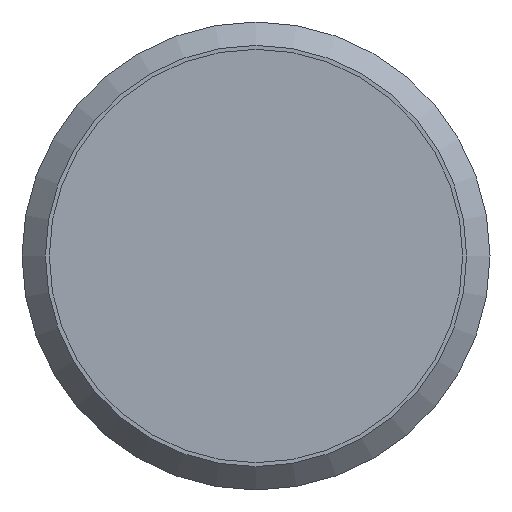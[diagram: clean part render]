
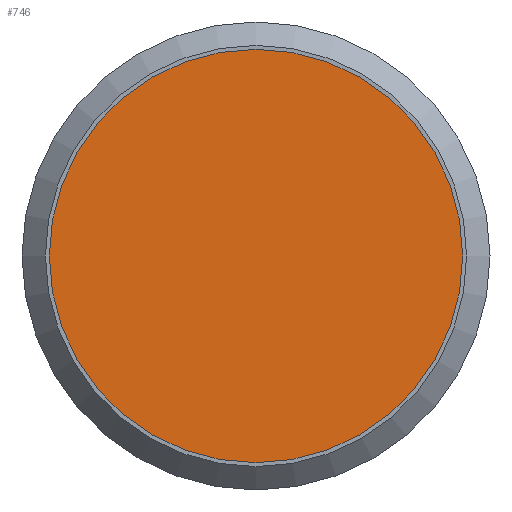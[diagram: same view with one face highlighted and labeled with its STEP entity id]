
A CAD part, front view. The second image highlights one B-rep face of the part: STEP entity #746.
In plain terms, the highlighted planar face has unit normal (0, -1, 0).
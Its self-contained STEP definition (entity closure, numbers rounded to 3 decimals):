
#153=FACE_OUTER_BOUND('',#205,.T.);
#205=EDGE_LOOP('',(#599));
#266=CIRCLE('',#859,5.3);
#331=VERTEX_POINT('',#1362);
#423=EDGE_CURVE('',#331,#331,#266,.T.);
#599=ORIENTED_EDGE('',*,*,#423,.T.);
#662=PLANE('',#861);
#746=ADVANCED_FACE('',(#153),#662,.T.);
#859=AXIS2_PLACEMENT_3D('',#1363,#1073,#1074);
#861=AXIS2_PLACEMENT_3D('',#1367,#1078,#1079);
#1073=DIRECTION('center_axis',(0.,-1.,0.));
#1074=DIRECTION('ref_axis',(1.,0.,0.));
#1078=DIRECTION('center_axis',(0.,-1.,0.));
#1079=DIRECTION('ref_axis',(0.,0.,-1.));
#1362=CARTESIAN_POINT('',(-5.3,-8.,0.));
#1363=CARTESIAN_POINT('Origin',(0.,-8.,
0.));
#1367=CARTESIAN_POINT('Origin',(2.65,-8.,0.));
